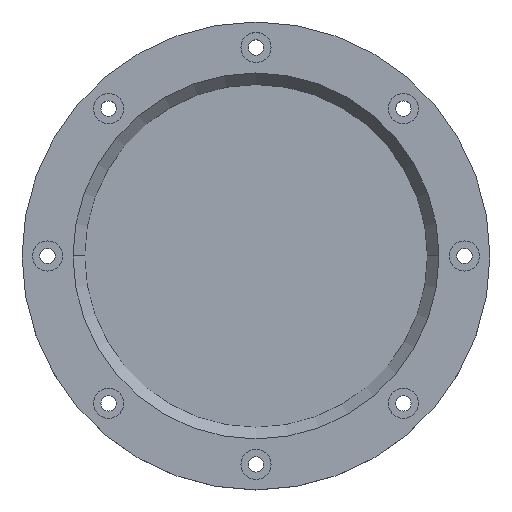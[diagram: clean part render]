
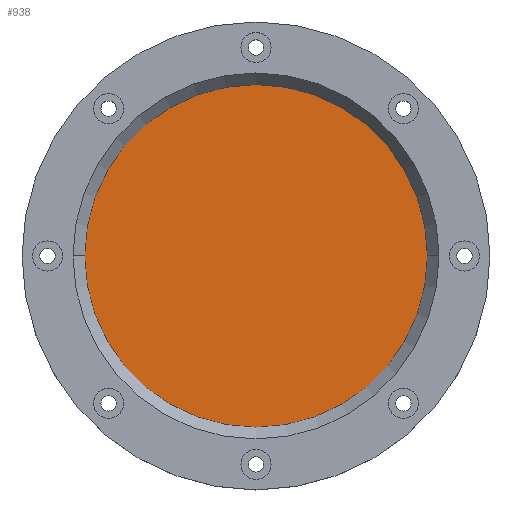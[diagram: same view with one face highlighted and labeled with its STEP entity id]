
A CAD part, top view. The second image highlights one B-rep face of the part: STEP entity #938.
In plain terms, the highlighted planar face has unit normal (0, 0, 1).
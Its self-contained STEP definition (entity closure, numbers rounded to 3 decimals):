
#4 = VERTEX_POINT ( 'NONE', #1544 ) ;
#19 = FACE_OUTER_BOUND ( 'NONE', #944, .T. ) ;
#149 = PLANE ( 'NONE',  #951 ) ;
#253 = DIRECTION ( 'NONE',  ( 0., 0., -1. ) ) ;
#346 = ORIENTED_EDGE ( 'NONE', *, *, #1272, .F. ) ;
#399 = ORIENTED_EDGE ( 'NONE', *, *, #1294, .F. ) ;
#433 = CARTESIAN_POINT ( 'NONE',  ( 0., 0., 10. ) ) ;
#480 = DIRECTION ( 'NONE',  ( -1., 0., 0. ) ) ;
#536 = CARTESIAN_POINT ( 'NONE',  ( 85., 0., 10. ) ) ;
#601 = AXIS2_PLACEMENT_3D ( 'NONE', #433, #916, #1686 ) ;
#739 = CIRCLE ( 'NONE', #1902, 85. ) ;
#830 = DIRECTION ( 'NONE',  ( 0., 0., -1. ) ) ;
#843 = CIRCLE ( 'NONE', #601, 85. ) ;
#916 = DIRECTION ( 'NONE',  ( 0., 0., -1. ) ) ;
#938 = ADVANCED_FACE ( 'NONE', ( #19 ), #149, .F. ) ;
#944 = EDGE_LOOP ( 'NONE', ( #346, #399 ) ) ;
#951 = AXIS2_PLACEMENT_3D ( 'NONE', #1742, #830, #480 ) ;
#1143 = VERTEX_POINT ( 'NONE', #536 ) ;
#1215 = CARTESIAN_POINT ( 'NONE',  ( 0., 0., 10. ) ) ;
#1272 = EDGE_CURVE ( 'NONE', #1143, #4, #739, .T. ) ;
#1294 = EDGE_CURVE ( 'NONE', #4, #1143, #843, .T. ) ;
#1501 = DIRECTION ( 'NONE',  ( -1., 0., 0. ) ) ;
#1544 = CARTESIAN_POINT ( 'NONE',  ( -85., 0., 10. ) ) ;
#1686 = DIRECTION ( 'NONE',  ( -1., 0., 0. ) ) ;
#1742 = CARTESIAN_POINT ( 'NONE',  ( 0., 0., 10. ) ) ;
#1902 = AXIS2_PLACEMENT_3D ( 'NONE', #1215, #253, #1501 ) ;
